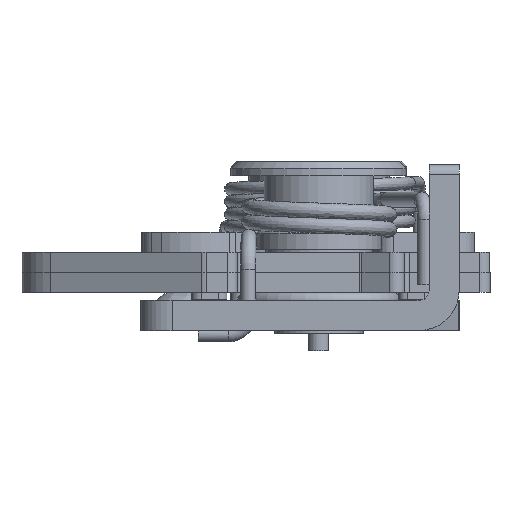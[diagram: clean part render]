
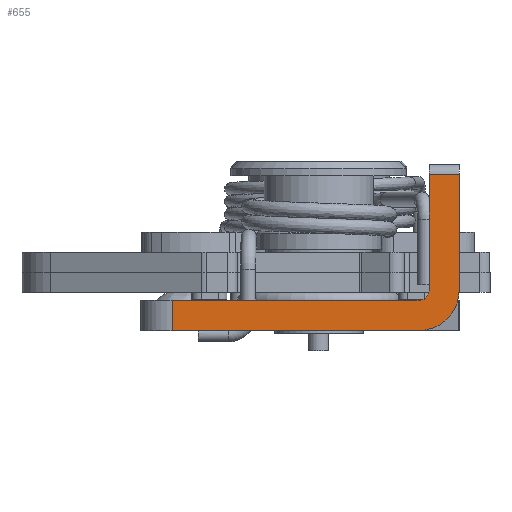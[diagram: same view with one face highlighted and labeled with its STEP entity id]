
A CAD part, left-side view. The second image highlights one B-rep face of the part: STEP entity #655.
In plain terms, the highlighted planar face has unit normal (-1, 0, 0).
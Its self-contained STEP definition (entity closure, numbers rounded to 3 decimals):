
#655=ADVANCED_FACE('',(#1115),#1116,.F.);
#1115=FACE_OUTER_BOUND('',#2052,.T.);
#1116=PLANE('',#2053);
#2052=EDGE_LOOP('',(#4177,#4178,#4179,#4180,#4181,#4182,#4183,#4184));
#2053=AXIS2_PLACEMENT_3D('',#4185,#4186,#4187);
#4177=ORIENTED_EDGE('',*,*,#6937,.F.);
#4178=ORIENTED_EDGE('',*,*,#6773,.F.);
#4179=ORIENTED_EDGE('',*,*,#6806,.T.);
#4180=ORIENTED_EDGE('',*,*,#6936,.T.);
#4181=ORIENTED_EDGE('',*,*,#6920,.F.);
#4182=ORIENTED_EDGE('',*,*,#6777,.T.);
#4183=ORIENTED_EDGE('',*,*,#6938,.T.);
#4184=ORIENTED_EDGE('',*,*,#6766,.F.);
#4185=CARTESIAN_POINT('',(-12.928,24.75,0.));
#4186=DIRECTION('',(1.0,0.,0.));
#4187=DIRECTION('',(0.,0.,1.0));
#6766=EDGE_CURVE('',#7710,#7705,#7712,.T.);
#6773=EDGE_CURVE('',#7724,#7726,#7727,.T.);
#6777=EDGE_CURVE('',#7734,#7732,#7735,.T.);
#6806=EDGE_CURVE('',#7724,#7786,#7788,.T.);
#6920=EDGE_CURVE('',#7734,#7982,#7983,.T.);
#6936=EDGE_CURVE('',#7786,#7982,#8004,.T.);
#6937=EDGE_CURVE('',#7726,#7710,#8005,.T.);
#6938=EDGE_CURVE('',#7732,#7705,#8006,.T.);
#7705=VERTEX_POINT('',#9286);
#7710=VERTEX_POINT('',#9292);
#7712=LINE('',#9294,#9295);
#7724=VERTEX_POINT('',#9311);
#7726=VERTEX_POINT('',#9314);
#7727=CIRCLE('',#9315,1.0);
#7732=VERTEX_POINT('',#9321);
#7734=VERTEX_POINT('',#9324);
#7735=CIRCLE('',#9325,4.0);
#7786=VERTEX_POINT('',#9395);
#7788=LINE('',#9397,#9398);
#7982=VERTEX_POINT('',#9648);
#7983=LINE('',#9649,#9650);
#8004=LINE('',#9680,#9681);
#8005=LINE('',#9682,#9683);
#8006=LINE('',#9684,#9685);
#9286=CARTESIAN_POINT('',(-12.928,21.75,15.5));
#9292=CARTESIAN_POINT('',(-12.928,24.75,15.5));
#9294=CARTESIAN_POINT('',(-12.928,24.75,15.5));
#9295=VECTOR('',#11544,1.0);
#9311=CARTESIAN_POINT('',(-12.928,25.75,3.0));
#9314=CARTESIAN_POINT('',(-12.928,24.75,4.0));
#9315=AXIS2_PLACEMENT_3D('',#11553,#11554,#11555);
#9321=CARTESIAN_POINT('',(-12.928,21.75,4.0));
#9324=CARTESIAN_POINT('',(-12.928,25.75,0.));
#9325=AXIS2_PLACEMENT_3D('',#11561,#11562,#11563);
#9395=CARTESIAN_POINT('',(-12.928,50.325,3.0));
#9397=CARTESIAN_POINT('',(-12.928,25.925,3.0));
#9398=VECTOR('',#11610,1.0);
#9648=CARTESIAN_POINT('',(-12.928,50.325,0.));
#9649=CARTESIAN_POINT('',(-12.928,24.75,0.));
#9650=VECTOR('',#11838,1.0);
#9680=CARTESIAN_POINT('',(-12.928,50.325,0.));
#9681=VECTOR('',#11866,1.0);
#9682=CARTESIAN_POINT('',(-12.928,24.75,3.0));
#9683=VECTOR('',#11867,1.0);
#9684=CARTESIAN_POINT('',(-12.928,21.75,3.0));
#9685=VECTOR('',#11868,1.0);
#11544=DIRECTION('',(0.,-1.0,0.));
#11553=CARTESIAN_POINT('',(-12.928,25.75,4.0));
#11554=DIRECTION('',(-1.0,0.0,0.0));
#11555=DIRECTION('',(0.0,0.,1.0));
#11561=CARTESIAN_POINT('',(-12.928,25.75,4.0));
#11562=DIRECTION('',(-1.0,0.0,0.0));
#11563=DIRECTION('',(0.0,0.,1.0));
#11610=DIRECTION('',(0.0,1.0,0.));
#11838=DIRECTION('',(0.,1.0,0.));
#11866=DIRECTION('',(0.0,0.,-1.0));
#11867=DIRECTION('',(0.0,0.,1.0));
#11868=DIRECTION('',(0.0,0.,1.0));
